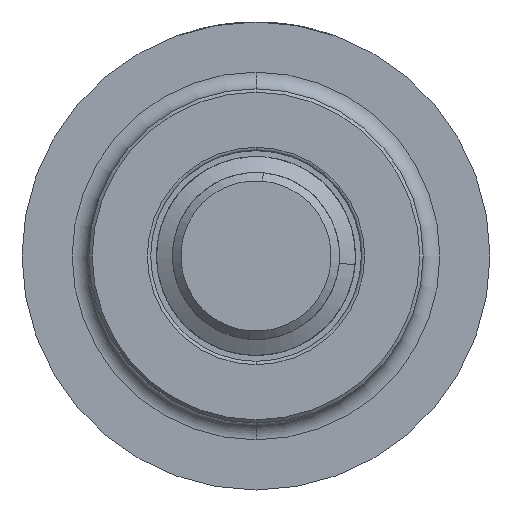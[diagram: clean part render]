
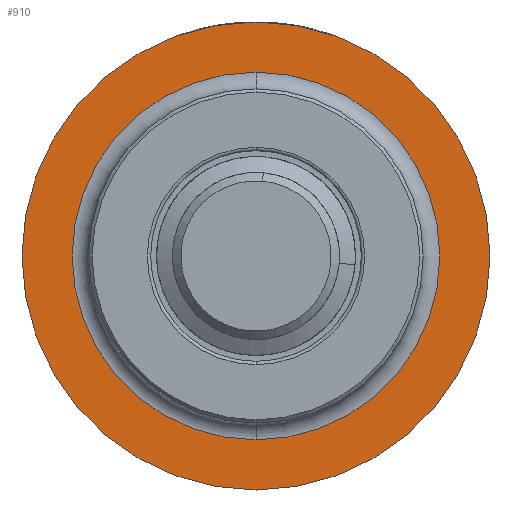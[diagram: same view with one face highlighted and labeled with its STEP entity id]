
A CAD part, front view. The second image highlights one B-rep face of the part: STEP entity #910.
In plain terms, the highlighted planar face has unit normal (0, -1, 0).
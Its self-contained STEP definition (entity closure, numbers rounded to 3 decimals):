
#139 = CARTESIAN_POINT ( 'NONE',  ( 0., 7.42, -11. ) ) ;
#279 = PLANE ( 'NONE',  #5933 ) ;
#672 = EDGE_LOOP ( 'NONE', ( #3599, #5409 ) ) ;
#791 = EDGE_LOOP ( 'NONE', ( #7166, #931 ) ) ;
#794 = EDGE_CURVE ( 'NONE', #6248, #2328, #7133, .T. ) ;
#848 = CIRCLE ( 'NONE', #6194, 11. ) ;
#910 = ADVANCED_FACE ( 'NONE', ( #1035, #6421 ), #279, .T. ) ;
#931 = ORIENTED_EDGE ( 'NONE', *, *, #794, .T. ) ;
#1035 = FACE_OUTER_BOUND ( 'NONE', #791, .T. ) ;
#1150 = EDGE_CURVE ( 'NONE', #1167, #7555, #848, .T. ) ;
#1167 = VERTEX_POINT ( 'NONE', #139 ) ;
#1501 = AXIS2_PLACEMENT_3D ( 'NONE', #6427, #5768, #6483 ) ;
#2022 = DIRECTION ( 'NONE',  ( 0., -1., 0. ) ) ;
#2267 = CARTESIAN_POINT ( 'NONE',  ( 0., 7.42, -14. ) ) ;
#2309 = DIRECTION ( 'NONE',  ( 0., -1., 0. ) ) ;
#2328 = VERTEX_POINT ( 'NONE', #2267 ) ;
#2999 = CARTESIAN_POINT ( 'NONE',  ( 0., 7.42, 0. ) ) ;
#3025 = DIRECTION ( 'NONE',  ( 0., -1., 0. ) ) ;
#3146 = AXIS2_PLACEMENT_3D ( 'NONE', #2999, #2309, #3611 ) ;
#3558 = EDGE_CURVE ( 'NONE', #2328, #6248, #6406, .T. ) ;
#3599 = ORIENTED_EDGE ( 'NONE', *, *, #1150, .F. ) ;
#3607 = CARTESIAN_POINT ( 'NONE',  ( 0., 7.42, 0. ) ) ;
#3611 = DIRECTION ( 'NONE',  ( 0., 0., -1. ) ) ;
#3821 = CARTESIAN_POINT ( 'NONE',  ( 0., 7.42, 0. ) ) ;
#5274 = EDGE_CURVE ( 'NONE', #7555, #1167, #6896, .T. ) ;
#5409 = ORIENTED_EDGE ( 'NONE', *, *, #5274, .F. ) ;
#5589 = DIRECTION ( 'NONE',  ( 0., -1., 0. ) ) ;
#5768 = DIRECTION ( 'NONE',  ( 0., -1., 0. ) ) ;
#5933 = AXIS2_PLACEMENT_3D ( 'NONE', #6812, #5589, #6755 ) ;
#6167 = AXIS2_PLACEMENT_3D ( 'NONE', #3607, #3025, #8112 ) ;
#6194 = AXIS2_PLACEMENT_3D ( 'NONE', #3821, #2022, #7070 ) ;
#6248 = VERTEX_POINT ( 'NONE', #7394 ) ;
#6406 = CIRCLE ( 'NONE', #3146, 14. ) ;
#6421 = FACE_BOUND ( 'NONE', #672, .T. ) ;
#6427 = CARTESIAN_POINT ( 'NONE',  ( 0., 7.42, 0. ) ) ;
#6447 = CARTESIAN_POINT ( 'NONE',  ( 0., 7.42, 11. ) ) ;
#6483 = DIRECTION ( 'NONE',  ( 0., 0., -1. ) ) ;
#6755 = DIRECTION ( 'NONE',  ( 0., 0., -1. ) ) ;
#6812 = CARTESIAN_POINT ( 'NONE',  ( 11., 7.42, 0. ) ) ;
#6896 = CIRCLE ( 'NONE', #6167, 11. ) ;
#7070 = DIRECTION ( 'NONE',  ( 0., 0., -1. ) ) ;
#7133 = CIRCLE ( 'NONE', #1501, 14. ) ;
#7166 = ORIENTED_EDGE ( 'NONE', *, *, #3558, .T. ) ;
#7394 = CARTESIAN_POINT ( 'NONE',  ( 0., 7.42, 14. ) ) ;
#7555 = VERTEX_POINT ( 'NONE', #6447 ) ;
#8112 = DIRECTION ( 'NONE',  ( 0., 0., -1. ) ) ;
